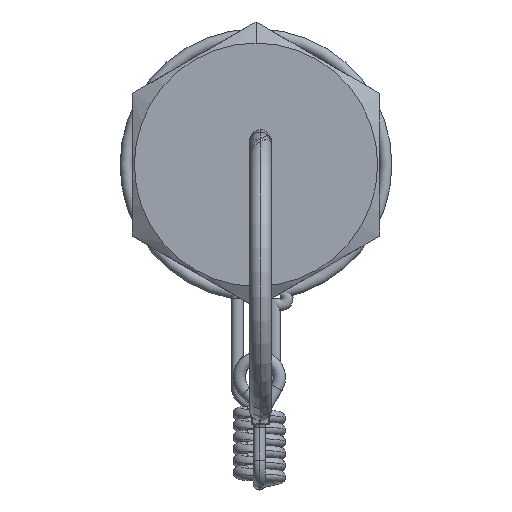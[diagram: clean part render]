
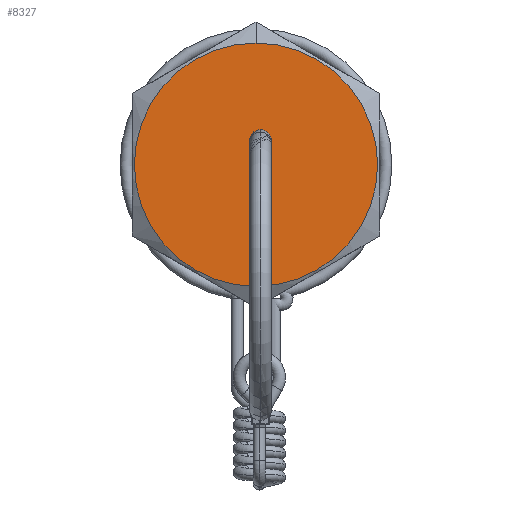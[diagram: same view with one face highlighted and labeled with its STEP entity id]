
A CAD part, front view. The second image highlights one B-rep face of the part: STEP entity #8327.
In plain terms, the highlighted planar face has unit normal (0, -1, 0).
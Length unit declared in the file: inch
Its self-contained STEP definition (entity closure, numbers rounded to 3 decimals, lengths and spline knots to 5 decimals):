
#652 = CARTESIAN_POINT ( 'NONE',  ( 0., 0., 0. ) ) ;
#1281 = CARTESIAN_POINT ( 'NONE',  ( 0., 0., 0. ) ) ;
#2271 = CIRCLE ( 'NONE', #7651, 0.615 ) ;
#2581 = DIRECTION ( 'NONE',  ( 0., -1., 0. ) ) ;
#2622 = AXIS2_PLACEMENT_3D ( 'NONE', #652, #5513, #15345 ) ;
#4517 = VERTEX_POINT ( 'NONE', #7570 ) ;
#5513 = DIRECTION ( 'NONE',  ( 0., 1., 0. ) ) ;
#5647 = FACE_OUTER_BOUND ( 'NONE', #14261, .T. ) ;
#6767 = DIRECTION ( 'NONE',  ( 0., -1., 0. ) ) ;
#7024 = EDGE_CURVE ( 'NONE', #12197, #4517, #2271, .T. ) ;
#7570 = CARTESIAN_POINT ( 'NONE',  ( 0., 0., 0.615 ) ) ;
#7651 = AXIS2_PLACEMENT_3D ( 'NONE', #12966, #6767, #8064 ) ;
#8064 = DIRECTION ( 'NONE',  ( 0., 0., -1. ) ) ;
#8327 = ADVANCED_FACE ( 'NONE', ( #5647 ), #11564, .F. ) ;
#8597 = ORIENTED_EDGE ( 'NONE', *, *, #10340, .T. ) ;
#9920 = CARTESIAN_POINT ( 'NONE',  ( 0., 0., -0.615 ) ) ;
#10110 = DIRECTION ( 'NONE',  ( 0., 0., -1. ) ) ;
#10340 = EDGE_CURVE ( 'NONE', #4517, #12197, #12243, .T. ) ;
#11564 = PLANE ( 'NONE',  #2622 ) ;
#12197 = VERTEX_POINT ( 'NONE', #9920 ) ;
#12243 = CIRCLE ( 'NONE', #13282, 0.615 ) ;
#12966 = CARTESIAN_POINT ( 'NONE',  ( 0., 0., 0. ) ) ;
#13282 = AXIS2_PLACEMENT_3D ( 'NONE', #1281, #2581, #10110 ) ;
#13683 = ORIENTED_EDGE ( 'NONE', *, *, #7024, .T. ) ;
#14261 = EDGE_LOOP ( 'NONE', ( #8597, #13683 ) ) ;
#15345 = DIRECTION ( 'NONE',  ( 0., 0., 1. ) ) ;
